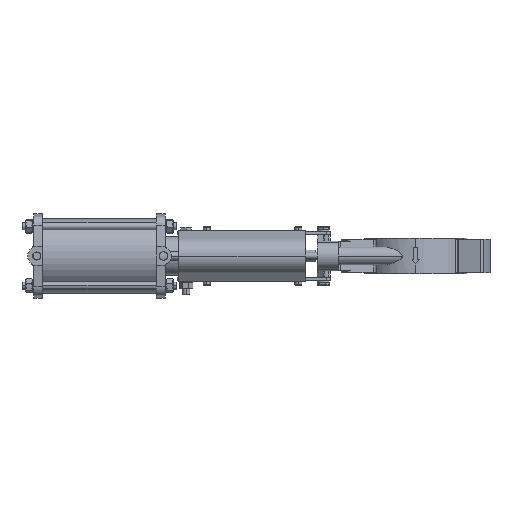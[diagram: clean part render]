
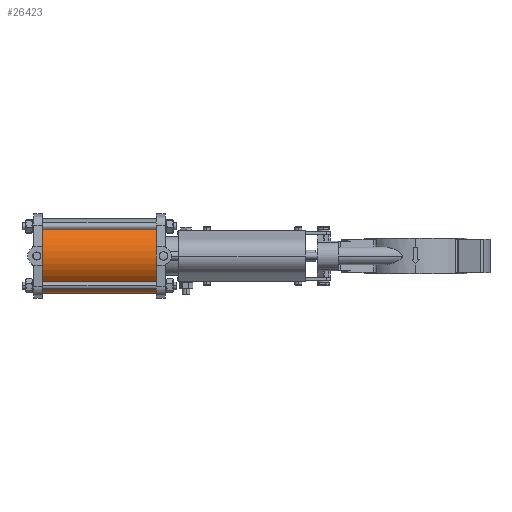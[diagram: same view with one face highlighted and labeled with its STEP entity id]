
A CAD part, left-side view. The second image highlights one B-rep face of the part: STEP entity #26423.
In plain terms, the highlighted cylindrical face has radius 53 mm (diameter 106 mm), a partial arc.
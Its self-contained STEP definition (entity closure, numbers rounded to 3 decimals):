
#918 = DIRECTION ( 'NONE',  ( 0., 1., 0. ) ) ;
#2021 = ORIENTED_EDGE ( 'NONE', *, *, #58303, .F. ) ;
#3401 = LINE ( 'NONE', #28708, #79451 ) ;
#11278 = CYLINDRICAL_SURFACE ( 'NONE', #34520, 53. ) ;
#12269 = DIRECTION ( 'NONE',  ( 0., 1., 0. ) ) ;
#12750 = CARTESIAN_POINT ( 'NONE',  ( 0., 530., 0. ) ) ;
#15492 = CARTESIAN_POINT ( 'NONE',  ( 28.689, 530., -44.564 ) ) ;
#21515 = CARTESIAN_POINT ( 'NONE',  ( -28.689, 530., 44.564 ) ) ;
#23827 = VERTEX_POINT ( 'NONE', #21515 ) ;
#26423 = ADVANCED_FACE ( 'NONE', ( #75717 ), #11278, .T. ) ;
#26664 = AXIS2_PLACEMENT_3D ( 'NONE', #43873, #12269, #56768 ) ;
#28708 = CARTESIAN_POINT ( 'NONE',  ( -28.689, 542.241, 44.564 ) ) ;
#32902 = CARTESIAN_POINT ( 'NONE',  ( 28.689, 542.241, -44.564 ) ) ;
#34520 = AXIS2_PLACEMENT_3D ( 'NONE', #37834, #56182, #81534 ) ;
#36552 = VERTEX_POINT ( 'NONE', #77289 ) ;
#37834 = CARTESIAN_POINT ( 'NONE',  ( 0., 542.241, 0. ) ) ;
#38924 = ORIENTED_EDGE ( 'NONE', *, *, #46857, .T. ) ;
#43288 = ORIENTED_EDGE ( 'NONE', *, *, #74073, .T. ) ;
#43873 = CARTESIAN_POINT ( 'NONE',  ( 0., 368., 0. ) ) ;
#45083 = VECTOR ( 'NONE', #918, 1000. ) ;
#46857 = EDGE_CURVE ( 'NONE', #55357, #36552, #74518, .T. ) ;
#50189 = DIRECTION ( 'NONE',  ( 0.541, 0., -0.841 ) ) ;
#50492 = EDGE_LOOP ( 'NONE', ( #38924, #43288, #2021, #68864 ) ) ;
#51621 = CARTESIAN_POINT ( 'NONE',  ( 28.689, 368., -44.564 ) ) ;
#51745 = CIRCLE ( 'NONE', #58406, 53. ) ;
#54153 = DIRECTION ( 'NONE',  ( 0., 1., 0. ) ) ;
#55357 = VERTEX_POINT ( 'NONE', #51621 ) ;
#56182 = DIRECTION ( 'NONE',  ( 0., 1., 0. ) ) ;
#56768 = DIRECTION ( 'NONE',  ( 0.541, 0., -0.841 ) ) ;
#58303 = EDGE_CURVE ( 'NONE', #77787, #23827, #51745, .T. ) ;
#58406 = AXIS2_PLACEMENT_3D ( 'NONE', #12750, #70176, #50189 ) ;
#58621 = EDGE_CURVE ( 'NONE', #55357, #77787, #69580, .T. ) ;
#68864 = ORIENTED_EDGE ( 'NONE', *, *, #58621, .F. ) ;
#69580 = LINE ( 'NONE', #32902, #45083 ) ;
#70176 = DIRECTION ( 'NONE',  ( 0., 1., 0. ) ) ;
#74073 = EDGE_CURVE ( 'NONE', #36552, #23827, #3401, .T. ) ;
#74518 = CIRCLE ( 'NONE', #26664, 53. ) ;
#75717 = FACE_OUTER_BOUND ( 'NONE', #50492, .T. ) ;
#77289 = CARTESIAN_POINT ( 'NONE',  ( -28.689, 368., 44.564 ) ) ;
#77787 = VERTEX_POINT ( 'NONE', #15492 ) ;
#79451 = VECTOR ( 'NONE', #54153, 1000. ) ;
#81534 = DIRECTION ( 'NONE',  ( 0.541, 0., -0.841 ) ) ;
